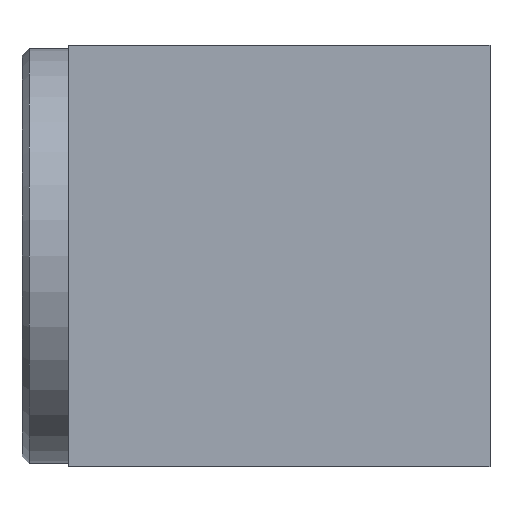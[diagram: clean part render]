
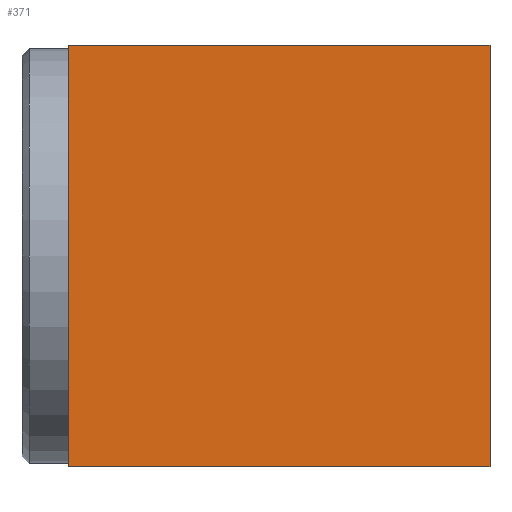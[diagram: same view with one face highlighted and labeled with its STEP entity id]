
A CAD part, left-side view. The second image highlights one B-rep face of the part: STEP entity #371.
In plain terms, the highlighted planar face has unit normal (-1, 0, 0).
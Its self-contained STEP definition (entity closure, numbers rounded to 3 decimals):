
#31 = CARTESIAN_POINT ( 'NONE',  ( -186.8, -45., -45. ) ) ;
#84 = CARTESIAN_POINT ( 'NONE',  ( -186.8, 45., 45. ) ) ;
#88 = ORIENTED_EDGE ( 'NONE', *, *, #580, .T. ) ;
#114 = DIRECTION ( 'NONE',  ( 0., 1., 0. ) ) ;
#115 = CARTESIAN_POINT ( 'NONE',  ( -186.8, -45., -45. ) ) ;
#119 = VERTEX_POINT ( 'NONE', #84 ) ;
#163 = VECTOR ( 'NONE', #627, 1000. ) ;
#171 = DIRECTION ( 'NONE',  ( 1., 0., 0. ) ) ;
#172 = CARTESIAN_POINT ( 'NONE',  ( -186.8, -45., 45. ) ) ;
#221 = DIRECTION ( 'NONE',  ( 0., 0., 1. ) ) ;
#241 = DIRECTION ( 'NONE',  ( 0., 1., 0. ) ) ;
#262 = ORIENTED_EDGE ( 'NONE', *, *, #736, .T. ) ;
#326 = EDGE_CURVE ( 'NONE', #458, #119, #695, .T. ) ;
#331 = DIRECTION ( 'NONE',  ( 0., -1., 0. ) ) ;
#371 = ADVANCED_FACE ( 'NONE', ( #622 ), #606, .F. ) ;
#401 = AXIS2_PLACEMENT_3D ( 'NONE', #598, #171, #241 ) ;
#430 = CARTESIAN_POINT ( 'NONE',  ( -186.8, 45., 45. ) ) ;
#442 = VERTEX_POINT ( 'NONE', #472 ) ;
#458 = VERTEX_POINT ( 'NONE', #690 ) ;
#468 = ORIENTED_EDGE ( 'NONE', *, *, #882, .T. ) ;
#472 = CARTESIAN_POINT ( 'NONE',  ( -186.8, 45., -45. ) ) ;
#474 = VECTOR ( 'NONE', #114, 1000. ) ;
#491 = VERTEX_POINT ( 'NONE', #115 ) ;
#580 = EDGE_CURVE ( 'NONE', #119, #442, #706, .T. ) ;
#582 = VECTOR ( 'NONE', #331, 1000. ) ;
#598 = CARTESIAN_POINT ( 'NONE',  ( -186.8, 65.141, 0. ) ) ;
#606 = PLANE ( 'NONE',  #401 ) ;
#622 = FACE_OUTER_BOUND ( 'NONE', #732, .T. ) ;
#627 = DIRECTION ( 'NONE',  ( 0., 0., -1. ) ) ;
#651 = CARTESIAN_POINT ( 'NONE',  ( -186.8, -45., 45. ) ) ;
#663 = VECTOR ( 'NONE', #221, 1000. ) ;
#690 = CARTESIAN_POINT ( 'NONE',  ( -186.8, -45., 45. ) ) ;
#695 = LINE ( 'NONE', #172, #474 ) ;
#706 = LINE ( 'NONE', #430, #163 ) ;
#732 = EDGE_LOOP ( 'NONE', ( #262, #865, #88, #468 ) ) ;
#736 = EDGE_CURVE ( 'NONE', #491, #458, #846, .T. ) ;
#846 = LINE ( 'NONE', #651, #663 ) ;
#865 = ORIENTED_EDGE ( 'NONE', *, *, #326, .T. ) ;
#882 = EDGE_CURVE ( 'NONE', #442, #491, #920, .T. ) ;
#920 = LINE ( 'NONE', #31, #582 ) ;
